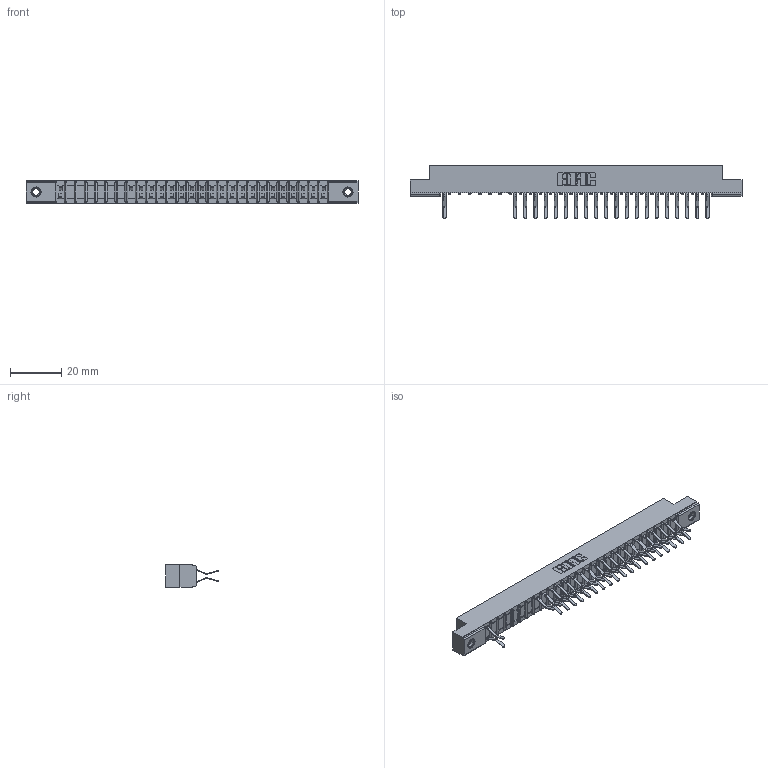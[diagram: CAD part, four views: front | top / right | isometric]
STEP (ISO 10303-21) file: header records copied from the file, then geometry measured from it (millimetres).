
FILE_DESCRIPTION (( 'STEP AP203' ), '1' );
FILE_NAME ('307-054-560-207.STEP', '2018-08-06T06:26:17', ( '' ), ( '' ), 'SwSTEP 2.0', 'SolidWorks 2016', '' );
FILE_SCHEMA (( 'CONFIG_CONTROL_DESIGN' ));
Length unit declared in the file: inch
Products named in the file (4): 345-250-001_345-250-005-103; 307-054-560-207; 307 Part_.156 Dia Mounting Holes; 307-290-001_560
Assembly tree (44 placements, depth 2):
  307-054-560-207
    307 Part_.156 Dia Mounting Holes
    307-290-001_560  x41
    345-250-001_345-250-005-103  x2
Bounding box: 130 x 20.73 x 8.71 mm (x, y, z)
Volume: 8371.9 mm3; surface area: 14402.1 mm2
Topology: 44 solids, 44 shells, 2386 faces, 6697 edges, 4326 vertices
Faces by surface type: plane 1533, cylinder 781, sphere 56, cone 12, torus 4
Entity records: 26733 total; most frequent: CARTESIAN_POINT 4417, ORIENTED_EDGE 4382, DIRECTION 4329, EDGE_CURVE 2191, VECTOR 1673, LINE 1673, VERTEX_POINT 1416, AXIS2_PLACEMENT_3D 1328
